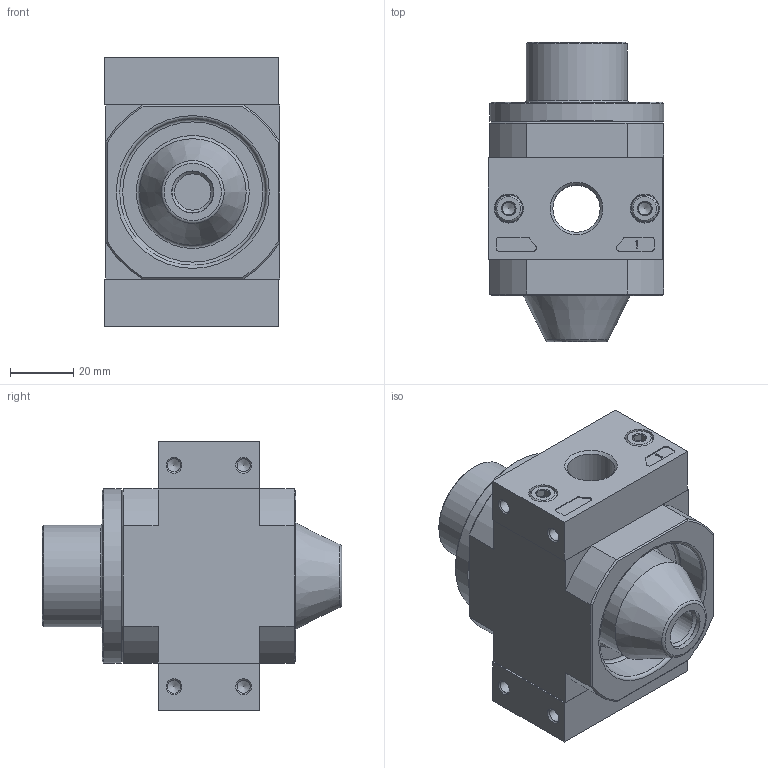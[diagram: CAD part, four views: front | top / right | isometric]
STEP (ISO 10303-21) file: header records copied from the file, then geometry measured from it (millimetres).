
FILE_DESCRIPTION(/* description */ ('STEP AP214'),/* implementation_level */ '2;1');
FILE_NAME(/* name */ '193251_HEP-3_8-D-MIDI',/* time_stamp */ '2024-08-29T04:21:15+02:00',/* author */ ('License CC BY-ND 4.0'),/* organization */ ('CADENAS'),/* preprocessor_version */ 'ST-DEVELOPER v19.3',/* originating_system */ 'PARTsolutions',/* authorisation */ ' ');
FILE_SCHEMA (('AUTOMOTIVE_DESIGN {1 0 10303 214 3 1 1}'));
Length unit declared in the file: millimetre
Products named in the file (6): 193251 HEP-3/8-D-MIDI; 397001 HEP-D-MIDI; 380297 PBL-3/8-D-MIDI-L---(1) p1; DIN-912 - M5x18(F); 369989 LF-D-MIDI; 380299 PBL-3/8-D-MIDI-R---(0) p1
Assembly tree (9 placements, depth 2):
  193251 HEP-3/8-D-MIDI
    397001 HEP-D-MIDI
    380297 PBL-3/8-D-MIDI-L---(1) p1
    DIN-912 - M5x18(F)  x4
    369989 LF-D-MIDI  x2
    380299 PBL-3/8-D-MIDI-R---(0) p1
Bounding box: 55.5 x 94.6 x 85 mm (x, y, z)
Volume: 208149.6 mm3; surface area: 52146.7 mm2
Topology: 9 solids, 9 shells, 392 faces, 859 edges, 524 vertices
Faces by surface type: plane 207, cone 93, cylinder 79, torus 9, sphere 4
Full cylindrical faces by diameter (mm): 4.134 x8, 5 x4, 7.3 x4, 7.5 x2, 8 x4, 8.2 x4, 8.5 x4, 8.566 x1, 11.445 x1, 13.3 x1, 14.95 x2, 23.9 x1, 24 x1, 24.9 x1, 26.7 x1, 29.7 x1, 31.1 x1, 32 x1, 33.7 x1, 46.3 x1, 51.6 x1, 55 x1
Entity records: 8986 total; most frequent: DIRECTION 1411, CARTESIAN_POINT 1363, ORIENTED_EDGE 1142, EDGE_CURVE 571, AXIS2_PLACEMENT_3D 559, FACE_BOUND 440, EDGE_LOOP 433, VERTEX_POINT 417
